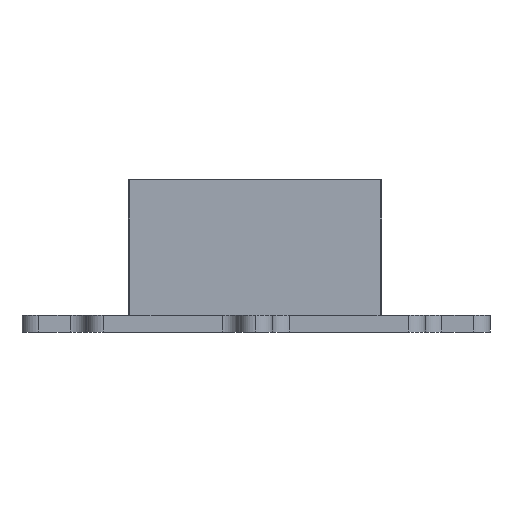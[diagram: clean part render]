
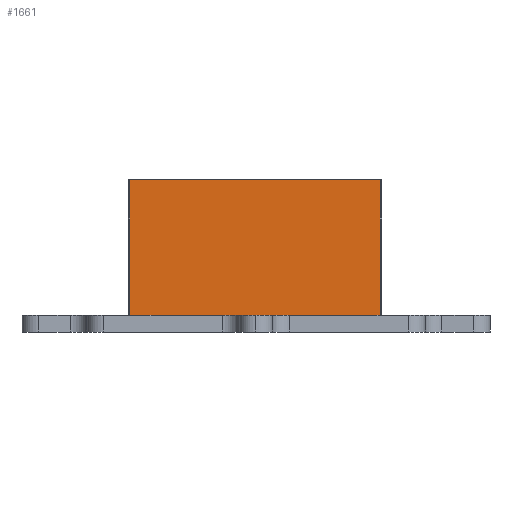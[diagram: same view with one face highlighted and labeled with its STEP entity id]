
A CAD part, left-side view. The second image highlights one B-rep face of the part: STEP entity #1661.
In plain terms, the highlighted planar face has unit normal (-1, 0, 0).
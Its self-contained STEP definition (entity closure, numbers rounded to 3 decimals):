
#70=PLANE('',#1824);
#139=FACE_OUTER_BOUND('',#250,.T.);
#250=EDGE_LOOP('',(#1387,#1388,#1389,#1390));
#388=LINE('',#2670,#548);
#390=LINE('',#2704,#550);
#392=LINE('',#2708,#552);
#393=LINE('',#2709,#553);
#548=VECTOR('',#2174,10.);
#550=VECTOR('',#2208,10.);
#552=VECTOR('',#2212,10.);
#553=VECTOR('',#2213,10.);
#807=VERTEX_POINT('',#2667);
#808=VERTEX_POINT('',#2669);
#824=VERTEX_POINT('',#2702);
#825=VERTEX_POINT('',#2707);
#1010=EDGE_CURVE('',#807,#808,#388,.T.);
#1027=EDGE_CURVE('',#824,#807,#390,.T.);
#1029=EDGE_CURVE('',#825,#824,#392,.T.);
#1030=EDGE_CURVE('',#808,#825,#393,.T.);
#1387=ORIENTED_EDGE('',*,*,#1027,.F.);
#1388=ORIENTED_EDGE('',*,*,#1029,.F.);
#1389=ORIENTED_EDGE('',*,*,#1030,.F.);
#1390=ORIENTED_EDGE('',*,*,#1010,.F.);
#1661=ADVANCED_FACE('',(#139),#70,.T.);
#1824=AXIS2_PLACEMENT_3D('',#2706,#2210,#2211);
#2174=DIRECTION('',(0.,1.,0.));
#2208=DIRECTION('',(0.,0.,-1.));
#2210=DIRECTION('center_axis',(-1.,0.,0.));
#2211=DIRECTION('ref_axis',(0.,-1.,0.));
#2212=DIRECTION('',(0.,-1.,0.));
#2213=DIRECTION('',(0.,0.,1.));
#2667=CARTESIAN_POINT('',(-72.598,-36.708,5.));
#2669=CARTESIAN_POINT('',(-72.598,37.292,5.));
#2670=CARTESIAN_POINT('',(-72.598,18.896,5.));
#2702=CARTESIAN_POINT('',(-72.598,-36.708,45.));
#2704=CARTESIAN_POINT('',(-72.598,-36.708,5.));
#2706=CARTESIAN_POINT('Origin',(-72.598,37.792,5.));
#2707=CARTESIAN_POINT('',(-72.598,37.292,45.));
#2708=CARTESIAN_POINT('',(-72.598,-37.208,45.));
#2709=CARTESIAN_POINT('',(-72.598,37.292,5.));
